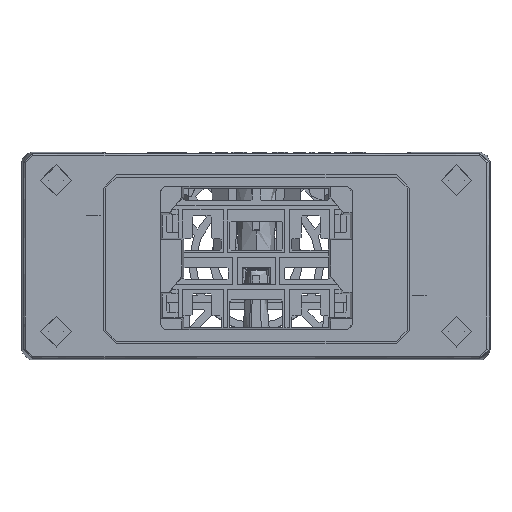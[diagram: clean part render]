
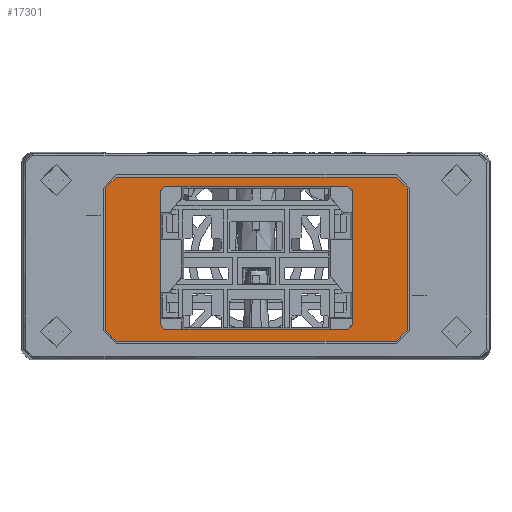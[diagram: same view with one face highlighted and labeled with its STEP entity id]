
A CAD part, front view. The second image highlights one B-rep face of the part: STEP entity #17301.
In plain terms, the highlighted free-form (B-spline) face has degree [1, 1] with [2, 2] control points.
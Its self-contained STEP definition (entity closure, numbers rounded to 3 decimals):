
#15306=CARTESIAN_POINT('',(-19.307,-7.0,-15.607));
#15307=VERTEX_POINT('',#15306);
#15308=CARTESIAN_POINT('',(-20.307,-7.0,-14.607));
#15309=VERTEX_POINT('',#15308);
#15310=CARTESIAN_POINT('',(-19.307,-7.0,-15.607));
#15311=CARTESIAN_POINT('',(-19.7,-7.0,-15.607));
#15312=CARTESIAN_POINT('',(-20.098,-7.,-15.398));
#15313=CARTESIAN_POINT('',(-20.307,-7.0,-15.));
#15314=CARTESIAN_POINT('',(-20.307,-7.0,-14.607));
#15315=B_SPLINE_CURVE_WITH_KNOTS('',4,(#15310,#15311,#15312,#15313,#15314),.UNSPECIFIED.,.F.,.F.,(5,5),(0.0,2.221),.UNSPECIFIED.);
#15316=EDGE_CURVE('',#15307,#15309,#15315,.T.);
#15354=CARTESIAN_POINT('',(20.307,-7.0,-14.607));
#15355=VERTEX_POINT('',#15354);
#15356=CARTESIAN_POINT('',(19.307,-7.0,-15.607));
#15357=VERTEX_POINT('',#15356);
#15358=CARTESIAN_POINT('',(20.307,-7.0,-14.607));
#15359=CARTESIAN_POINT('',(20.307,-7.0,-15.));
#15360=CARTESIAN_POINT('',(20.098,-7.,-15.398));
#15361=CARTESIAN_POINT('',(19.7,-7.0,-15.607));
#15362=CARTESIAN_POINT('',(19.307,-7.0,-15.607));
#15363=B_SPLINE_CURVE_WITH_KNOTS('',4,(#15358,#15359,#15360,#15361,#15362),.UNSPECIFIED.,.F.,.F.,(5,5),(0.0,2.221),.UNSPECIFIED.);
#15364=EDGE_CURVE('',#15355,#15357,#15363,.T.);
#15494=CARTESIAN_POINT('',(-20.307,-7.0,13.707));
#15495=VERTEX_POINT('',#15494);
#15501=CARTESIAN_POINT('',(-20.307,-7.0,-14.607));
#15502=CARTESIAN_POINT('',(-20.307,-7.0,13.707));
#15503=B_SPLINE_CURVE_WITH_KNOTS('',1,(#15501,#15502),.UNSPECIFIED.,.F.,.F.,(2,2),(0.0,28.315),.UNSPECIFIED.);
#15504=EDGE_CURVE('',#15309,#15495,#15503,.T.);
#15687=CARTESIAN_POINT('',(19.307,-7.0,14.707));
#15688=VERTEX_POINT('',#15687);
#15689=CARTESIAN_POINT('',(20.307,-7.0,13.707));
#15690=VERTEX_POINT('',#15689);
#15691=CARTESIAN_POINT('',(19.307,-7.0,14.707));
#15692=CARTESIAN_POINT('',(19.7,-7.0,14.707));
#15693=CARTESIAN_POINT('',(20.098,-7.,14.498));
#15694=CARTESIAN_POINT('',(20.307,-7.0,14.1));
#15695=CARTESIAN_POINT('',(20.307,-7.0,13.707));
#15696=B_SPLINE_CURVE_WITH_KNOTS('',4,(#15691,#15692,#15693,#15694,#15695),.UNSPECIFIED.,.F.,.F.,(5,5),(0.0,2.221),.UNSPECIFIED.);
#15697=EDGE_CURVE('',#15688,#15690,#15696,.T.);
#15768=CARTESIAN_POINT('',(-19.307,-7.0,14.707));
#15769=VERTEX_POINT('',#15768);
#15770=CARTESIAN_POINT('',(-20.307,-7.0,13.707));
#15771=CARTESIAN_POINT('',(-20.307,-7.0,14.1));
#15772=CARTESIAN_POINT('',(-20.098,-7.,14.498));
#15773=CARTESIAN_POINT('',(-19.7,-7.0,14.707));
#15774=CARTESIAN_POINT('',(-19.307,-7.0,14.707));
#15775=B_SPLINE_CURVE_WITH_KNOTS('',4,(#15770,#15771,#15772,#15773,#15774),.UNSPECIFIED.,.F.,.F.,(5,5),(0.0,2.221),.UNSPECIFIED.);
#15776=EDGE_CURVE('',#15495,#15769,#15775,.T.);
#15814=CARTESIAN_POINT('',(20.307,-7.0,-14.607));
#15815=CARTESIAN_POINT('',(20.307,-7.0,13.707));
#15816=B_SPLINE_CURVE_WITH_KNOTS('',1,(#15814,#15815),.UNSPECIFIED.,.F.,.F.,(2,2),(0.0,28.315),.UNSPECIFIED.);
#15817=EDGE_CURVE('',#15355,#15690,#15816,.T.);
#17192=CARTESIAN_POINT('',(-31.869,-7.0,16.62));
#17193=CARTESIAN_POINT('',(-31.868,-7.0,-18.069));
#17194=CARTESIAN_POINT('',(31.868,-7.0,16.62));
#17195=CARTESIAN_POINT('',(31.869,-7.0,-18.068));
#17196=B_SPLINE_SURFACE_WITH_KNOTS('',1,1,((#17192,#17193),(#17194,#17195)),.UNSPECIFIED.,.F.,.F.,.U.,(2,2),(2,2),(-31.868,31.868),(-17.344,17.344),.UNSPECIFIED.);
#17197=CARTESIAN_POINT('',(29.57,-7.0,16.62));
#17198=VERTEX_POINT('',#17197);
#17199=CARTESIAN_POINT('',(-29.57,-7.0,16.62));
#17200=VERTEX_POINT('',#17199);
#17201=CARTESIAN_POINT('',(29.57,-7.0,16.62));
#17202=CARTESIAN_POINT('',(-29.57,-7.0,16.62));
#17203=B_SPLINE_CURVE_WITH_KNOTS('',1,(#17201,#17202),.UNSPECIFIED.,.F.,.F.,(2,2),(0.0,59.14),.UNSPECIFIED.);
#17204=EDGE_CURVE('',#17198,#17200,#17203,.T.);
#17205=ORIENTED_EDGE('',*,*,#17204,.T.);
#17206=CARTESIAN_POINT('',(-31.868,-7.0,14.322));
#17207=VERTEX_POINT('',#17206);
#17208=CARTESIAN_POINT('',(-29.57,-7.0,16.62));
#17209=CARTESIAN_POINT('',(-29.932,-7.0,16.62));
#17210=CARTESIAN_POINT('',(-30.293,-7.0,16.549));
#17211=CARTESIAN_POINT('',(-30.637,-7.0,16.407));
#17212=CARTESIAN_POINT('',(-31.247,-7.0,15.996));
#17213=CARTESIAN_POINT('',(-31.657,-7.0,15.385));
#17214=CARTESIAN_POINT('',(-31.798,-7.0,15.043));
#17215=CARTESIAN_POINT('',(-31.868,-7.0,14.683));
#17216=CARTESIAN_POINT('',(-31.868,-7.0,14.322));
#17217=B_SPLINE_CURVE_WITH_KNOTS('',5,(#17208,#17209,#17210,#17211,#17212,#17213,#17214,#17215,#17216),.UNSPECIFIED.,.F.,.F.,(6,3,6),(0.0,3.86,7.707),.UNSPECIFIED.);
#17218=EDGE_CURVE('',#17200,#17207,#17217,.T.);
#17219=ORIENTED_EDGE('',*,*,#17218,.T.);
#17220=CARTESIAN_POINT('',(-31.868,-7.0,-15.77));
#17221=VERTEX_POINT('',#17220);
#17222=CARTESIAN_POINT('',(-31.868,-7.0,14.322));
#17223=CARTESIAN_POINT('',(-31.868,-7.0,-15.77));
#17224=B_SPLINE_CURVE_WITH_KNOTS('',1,(#17222,#17223),.UNSPECIFIED.,.F.,.F.,(2,2),(0.0,30.092),.UNSPECIFIED.);
#17225=EDGE_CURVE('',#17207,#17221,#17224,.T.);
#17226=ORIENTED_EDGE('',*,*,#17225,.T.);
#17227=CARTESIAN_POINT('',(-29.57,-7.0,-18.068));
#17228=VERTEX_POINT('',#17227);
#17229=CARTESIAN_POINT('',(-31.868,-7.0,-15.77));
#17230=CARTESIAN_POINT('',(-31.868,-7.0,-16.132));
#17231=CARTESIAN_POINT('',(-31.797,-7.0,-16.493));
#17232=CARTESIAN_POINT('',(-31.655,-7.0,-16.837));
#17233=CARTESIAN_POINT('',(-31.244,-7.0,-17.447));
#17234=CARTESIAN_POINT('',(-30.633,-7.0,-17.857));
#17235=CARTESIAN_POINT('',(-30.291,-7.0,-17.998));
#17236=CARTESIAN_POINT('',(-29.931,-7.0,-18.068));
#17237=CARTESIAN_POINT('',(-29.57,-7.0,-18.068));
#17238=B_SPLINE_CURVE_WITH_KNOTS('',5,(#17229,#17230,#17231,#17232,#17233,#17234,#17235,#17236,#17237),.UNSPECIFIED.,.F.,.F.,(6,3,6),(0.0,3.86,7.707),.UNSPECIFIED.);
#17239=EDGE_CURVE('',#17221,#17228,#17238,.T.);
#17240=ORIENTED_EDGE('',*,*,#17239,.T.);
#17241=CARTESIAN_POINT('',(29.57,-7.0,-18.068));
#17242=VERTEX_POINT('',#17241);
#17243=CARTESIAN_POINT('',(-29.57,-7.0,-18.068));
#17244=CARTESIAN_POINT('',(29.57,-7.0,-18.068));
#17245=B_SPLINE_CURVE_WITH_KNOTS('',1,(#17243,#17244),.UNSPECIFIED.,.F.,.F.,(2,2),(0.0,59.14),.UNSPECIFIED.);
#17246=EDGE_CURVE('',#17228,#17242,#17245,.T.);
#17247=ORIENTED_EDGE('',*,*,#17246,.T.);
#17248=CARTESIAN_POINT('',(31.868,-7.0,-15.77));
#17249=VERTEX_POINT('',#17248);
#17250=CARTESIAN_POINT('',(29.57,-7.0,-18.068));
#17251=CARTESIAN_POINT('',(29.932,-7.0,-18.068));
#17252=CARTESIAN_POINT('',(30.293,-7.0,-17.997));
#17253=CARTESIAN_POINT('',(30.637,-7.0,-17.855));
#17254=CARTESIAN_POINT('',(31.247,-7.0,-17.444));
#17255=CARTESIAN_POINT('',(31.657,-7.0,-16.833));
#17256=CARTESIAN_POINT('',(31.798,-7.0,-16.491));
#17257=CARTESIAN_POINT('',(31.868,-7.0,-16.131));
#17258=CARTESIAN_POINT('',(31.868,-7.0,-15.77));
#17259=B_SPLINE_CURVE_WITH_KNOTS('',5,(#17250,#17251,#17252,#17253,#17254,#17255,#17256,#17257,#17258),.UNSPECIFIED.,.F.,.F.,(6,3,6),(0.0,3.86,7.707),.UNSPECIFIED.);
#17260=EDGE_CURVE('',#17242,#17249,#17259,.T.);
#17261=ORIENTED_EDGE('',*,*,#17260,.T.);
#17262=CARTESIAN_POINT('',(31.868,-7.0,14.322));
#17263=VERTEX_POINT('',#17262);
#17264=CARTESIAN_POINT('',(31.868,-7.0,-15.77));
#17265=CARTESIAN_POINT('',(31.868,-7.0,14.322));
#17266=B_SPLINE_CURVE_WITH_KNOTS('',1,(#17264,#17265),.UNSPECIFIED.,.F.,.F.,(2,2),(0.0,30.092),.UNSPECIFIED.);
#17267=EDGE_CURVE('',#17249,#17263,#17266,.T.);
#17268=ORIENTED_EDGE('',*,*,#17267,.T.);
#17269=CARTESIAN_POINT('',(31.868,-7.0,14.322));
#17270=CARTESIAN_POINT('',(31.868,-7.0,14.684));
#17271=CARTESIAN_POINT('',(31.797,-7.0,15.046));
#17272=CARTESIAN_POINT('',(31.655,-7.0,15.389));
#17273=CARTESIAN_POINT('',(31.244,-7.0,15.999));
#17274=CARTESIAN_POINT('',(30.632,-7.0,16.409));
#17275=CARTESIAN_POINT('',(30.291,-7.0,16.55));
#17276=CARTESIAN_POINT('',(29.931,-7.0,16.62));
#17277=CARTESIAN_POINT('',(29.57,-7.0,16.62));
#17278=B_SPLINE_CURVE_WITH_KNOTS('',5,(#17269,#17270,#17271,#17272,#17273,#17274,#17275,#17276,#17277),.UNSPECIFIED.,.F.,.F.,(6,3,6),(0.0,3.862,7.709),.UNSPECIFIED.);
#17279=EDGE_CURVE('',#17263,#17198,#17278,.T.);
#17280=ORIENTED_EDGE('',*,*,#17279,.T.);
#17281=EDGE_LOOP('',(#17205,#17219,#17226,#17240,#17247,#17261,#17268,#17280));
#17282=FACE_BOUND('',#17281,.T.);
#17283=ORIENTED_EDGE('',*,*,#15776,.T.);
#17284=CARTESIAN_POINT('',(19.307,-7.0,14.707));
#17285=CARTESIAN_POINT('',(-19.307,-7.0,14.707));
#17286=B_SPLINE_CURVE_WITH_KNOTS('',1,(#17284,#17285),.UNSPECIFIED.,.F.,.F.,(2,2),(0.0,38.615),.UNSPECIFIED.);
#17287=EDGE_CURVE('',#15688,#15769,#17286,.T.);
#17288=ORIENTED_EDGE('',*,*,#17287,.F.);
#17289=ORIENTED_EDGE('',*,*,#15697,.T.);
#17290=ORIENTED_EDGE('',*,*,#15817,.F.);
#17291=ORIENTED_EDGE('',*,*,#15364,.T.);
#17292=CARTESIAN_POINT('',(19.307,-7.0,-15.607));
#17293=CARTESIAN_POINT('',(-19.307,-7.0,-15.607));
#17294=B_SPLINE_CURVE_WITH_KNOTS('',1,(#17292,#17293),.UNSPECIFIED.,.F.,.F.,(2,2),(0.0,38.615),.UNSPECIFIED.);
#17295=EDGE_CURVE('',#15357,#15307,#17294,.T.);
#17296=ORIENTED_EDGE('',*,*,#17295,.T.);
#17297=ORIENTED_EDGE('',*,*,#15316,.T.);
#17298=ORIENTED_EDGE('',*,*,#15504,.T.);
#17299=EDGE_LOOP('',(#17283,#17288,#17289,#17290,#17291,#17296,#17297,#17298));
#17300=FACE_BOUND('',#17299,.T.);
#17301=ADVANCED_FACE('',(#17282,#17300),#17196,.F.);
